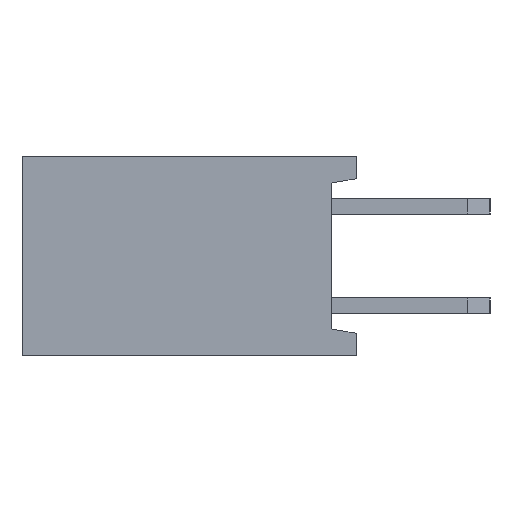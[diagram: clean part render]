
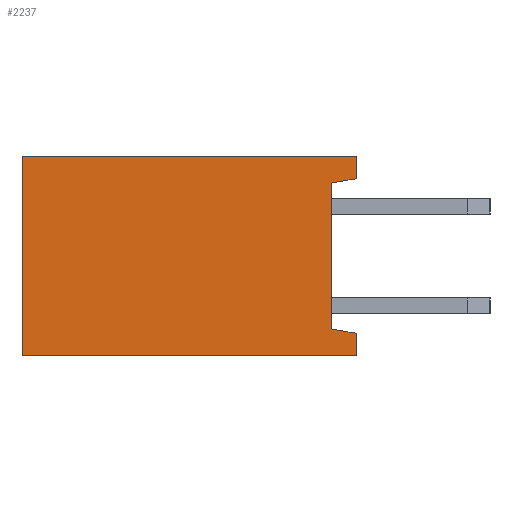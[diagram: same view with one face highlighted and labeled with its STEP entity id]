
A CAD part, left-side view. The second image highlights one B-rep face of the part: STEP entity #2237.
In plain terms, the highlighted planar face has unit normal (-1, 0, 0).
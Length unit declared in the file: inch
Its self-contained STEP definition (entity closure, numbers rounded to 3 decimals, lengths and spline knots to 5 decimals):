
#74 = CARTESIAN_POINT ( 'NONE',  ( -0.91, -1.83096, -0.1 ) ) ;
#235 = CARTESIAN_POINT ( 'NONE',  ( -0.91, 0., 0.0775 ) ) ;
#637 = VECTOR ( 'NONE', #1557, 39.37008 ) ;
#665 = AXIS2_PLACEMENT_3D ( 'NONE', #2866, #5333, #9240 ) ;
#704 = VECTOR ( 'NONE', #4261, 39.37008 ) ;
#815 = DIRECTION ( 'NONE',  ( 0., 0.985, 0.174 ) ) ;
#961 = VERTEX_POINT ( 'NONE', #4259 ) ;
#1073 = EDGE_CURVE ( 'NONE', #4969, #961, #7606, .T. ) ;
#1108 = ORIENTED_EDGE ( 'NONE', *, *, #6255, .F. ) ;
#1120 = DIRECTION ( 'NONE',  ( 0., -0.985, 0.174 ) ) ;
#1140 = ORIENTED_EDGE ( 'NONE', *, *, #9885, .T. ) ;
#1438 = DIRECTION ( 'NONE',  ( 0., 0., 1. ) ) ;
#1557 = DIRECTION ( 'NONE',  ( 0., 1., 0. ) ) ;
#1906 = CARTESIAN_POINT ( 'NONE',  ( -0.91, 0.025, 0.07309 ) ) ;
#2198 = VERTEX_POINT ( 'NONE', #3733 ) ;
#2237 = ADVANCED_FACE ( 'NONE', ( #2961 ), #6113, .T. ) ;
#2262 = CARTESIAN_POINT ( 'NONE',  ( -0.91, 0.335, -0.1 ) ) ;
#2547 = VECTOR ( 'NONE', #9031, 39.37008 ) ;
#2615 = CARTESIAN_POINT ( 'NONE',  ( -0.91, 0., -0.1 ) ) ;
#2866 = CARTESIAN_POINT ( 'NONE',  ( -0.91, -1.83096, -0.1 ) ) ;
#2900 = LINE ( 'NONE', #4600, #3279 ) ;
#2961 = FACE_OUTER_BOUND ( 'NONE', #3452, .T. ) ;
#3020 = CARTESIAN_POINT ( 'NONE',  ( -0.91, 0., -0.0775 ) ) ;
#3279 = VECTOR ( 'NONE', #5269, 39.37008 ) ;
#3429 = VECTOR ( 'NONE', #10122, 39.37008 ) ;
#3452 = EDGE_LOOP ( 'NONE', ( #9438, #8936, #8737, #1108, #7787, #8977, #1140, #7285 ) ) ;
#3548 = VERTEX_POINT ( 'NONE', #6572 ) ;
#3733 = CARTESIAN_POINT ( 'NONE',  ( -0.91, 0., -0.0775 ) ) ;
#4216 = LINE ( 'NONE', #1906, #7109 ) ;
#4259 = CARTESIAN_POINT ( 'NONE',  ( -0.91, 0.335, 0.1 ) ) ;
#4261 = DIRECTION ( 'NONE',  ( 0., 0., -1. ) ) ;
#4600 = CARTESIAN_POINT ( 'NONE',  ( -0.91, 0., -0.1 ) ) ;
#4751 = CARTESIAN_POINT ( 'NONE',  ( -0.91, 0., -0.1 ) ) ;
#4811 = VECTOR ( 'NONE', #1438, 39.37008 ) ;
#4969 = VERTEX_POINT ( 'NONE', #5208 ) ;
#5208 = CARTESIAN_POINT ( 'NONE',  ( -0.91, 0., 0.1 ) ) ;
#5269 = DIRECTION ( 'NONE',  ( 0., 0., -1. ) ) ;
#5333 = DIRECTION ( 'NONE',  ( -1., 0., 0. ) ) ;
#5549 = EDGE_CURVE ( 'NONE', #7981, #6171, #7676, .T. ) ;
#5588 = VECTOR ( 'NONE', #815, 39.37008 ) ;
#5745 = EDGE_CURVE ( 'NONE', #7613, #3548, #7936, .T. ) ;
#6025 = CARTESIAN_POINT ( 'NONE',  ( -0.91, 0.025, -0.07309 ) ) ;
#6113 = PLANE ( 'NONE',  #665 ) ;
#6171 = VERTEX_POINT ( 'NONE', #7925 ) ;
#6255 = EDGE_CURVE ( 'NONE', #2198, #7613, #2900, .T. ) ;
#6572 = CARTESIAN_POINT ( 'NONE',  ( -0.91, 0.335, -0.1 ) ) ;
#6665 = EDGE_CURVE ( 'NONE', #2198, #7981, #9296, .T. ) ;
#7109 = VECTOR ( 'NONE', #1120, 39.37008 ) ;
#7285 = ORIENTED_EDGE ( 'NONE', *, *, #9828, .F. ) ;
#7602 = VERTEX_POINT ( 'NONE', #235 ) ;
#7606 = LINE ( 'NONE', #9135, #2547 ) ;
#7613 = VERTEX_POINT ( 'NONE', #4751 ) ;
#7676 = LINE ( 'NONE', #9262, #3429 ) ;
#7787 = ORIENTED_EDGE ( 'NONE', *, *, #6665, .T. ) ;
#7925 = CARTESIAN_POINT ( 'NONE',  ( -0.91, 0.025, 0.07309 ) ) ;
#7936 = LINE ( 'NONE', #74, #637 ) ;
#7981 = VERTEX_POINT ( 'NONE', #6025 ) ;
#8273 = LINE ( 'NONE', #2615, #704 ) ;
#8737 = ORIENTED_EDGE ( 'NONE', *, *, #5745, .F. ) ;
#8936 = ORIENTED_EDGE ( 'NONE', *, *, #9638, .F. ) ;
#8977 = ORIENTED_EDGE ( 'NONE', *, *, #5549, .T. ) ;
#9031 = DIRECTION ( 'NONE',  ( 0., 1., 0. ) ) ;
#9135 = CARTESIAN_POINT ( 'NONE',  ( -0.91, -1.83096, 0.1 ) ) ;
#9240 = DIRECTION ( 'NONE',  ( 0., 0., 1. ) ) ;
#9262 = CARTESIAN_POINT ( 'NONE',  ( -0.91, 0.025, -0.07309 ) ) ;
#9296 = LINE ( 'NONE', #3020, #5588 ) ;
#9302 = LINE ( 'NONE', #2262, #4811 ) ;
#9438 = ORIENTED_EDGE ( 'NONE', *, *, #1073, .T. ) ;
#9638 = EDGE_CURVE ( 'NONE', #3548, #961, #9302, .T. ) ;
#9828 = EDGE_CURVE ( 'NONE', #4969, #7602, #8273, .T. ) ;
#9885 = EDGE_CURVE ( 'NONE', #6171, #7602, #4216, .T. ) ;
#10122 = DIRECTION ( 'NONE',  ( 0., 0., 1. ) ) ;
